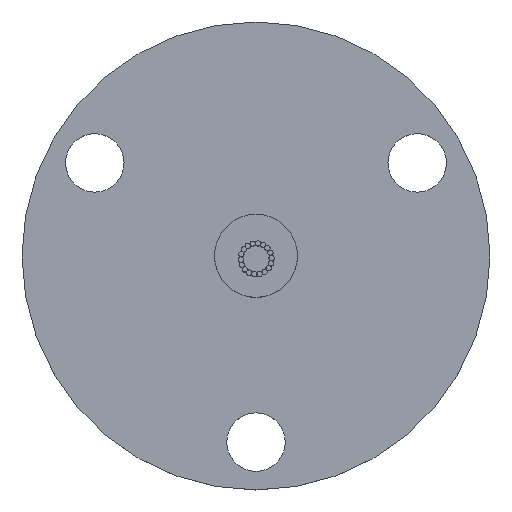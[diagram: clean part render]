
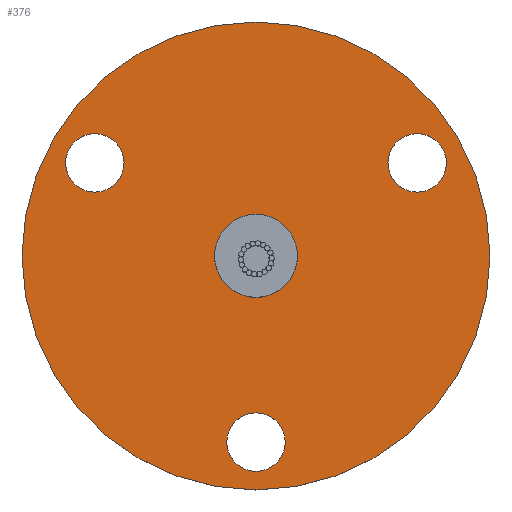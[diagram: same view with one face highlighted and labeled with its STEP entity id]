
A CAD part, top view. The second image highlights one B-rep face of the part: STEP entity #376.
In plain terms, the highlighted planar face has unit normal (0, 0, 1).
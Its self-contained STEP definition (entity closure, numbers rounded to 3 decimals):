
#2 = CARTESIAN_POINT ( 'NONE',  ( -12.405, 8.75, 2.4 ) ) ;
#6 = CARTESIAN_POINT ( 'NONE',  ( -15.155, 8.75, 2.4 ) ) ;
#9 = CARTESIAN_POINT ( 'NONE',  ( 15.155, 8.75, 2.4 ) ) ;
#10 = VERTEX_POINT ( 'NONE', #2516 ) ;
#28 = ORIENTED_EDGE ( 'NONE', *, *, #3273, .F. ) ;
#36 = DIRECTION ( 'NONE',  ( 0., 0., 1. ) ) ;
#83 = EDGE_LOOP ( 'NONE', ( #2035, #1109 ) ) ;
#215 = EDGE_CURVE ( 'NONE', #2993, #2968, #2759, .T. ) ;
#276 = DIRECTION ( 'NONE',  ( 1., 0., 0. ) ) ;
#309 = DIRECTION ( 'NONE',  ( 1., 0., 0. ) ) ;
#318 = FACE_BOUND ( 'NONE', #3304, .T. ) ;
#338 = PLANE ( 'NONE',  #2287 ) ;
#353 = ORIENTED_EDGE ( 'NONE', *, *, #677, .T. ) ;
#365 = CARTESIAN_POINT ( 'NONE',  ( 17.905, 8.75, 2.4 ) ) ;
#376 = ADVANCED_FACE ( 'NONE', ( #601, #318, #777, #1310, #1230 ), #338, .T. ) ;
#408 = CARTESIAN_POINT ( 'NONE',  ( 0., 0., 2.4 ) ) ;
#411 = DIRECTION ( 'NONE',  ( 0., 0., 1. ) ) ;
#413 = VERTEX_POINT ( 'NONE', #1102 ) ;
#453 = CARTESIAN_POINT ( 'NONE',  ( 0., 0., 2.4 ) ) ;
#487 = EDGE_CURVE ( 'NONE', #534, #10, #2494, .T. ) ;
#534 = VERTEX_POINT ( 'NONE', #2700 ) ;
#545 = ORIENTED_EDGE ( 'NONE', *, *, #3337, .F. ) ;
#554 = CARTESIAN_POINT ( 'NONE',  ( 0., 0., 2.4 ) ) ;
#561 = VERTEX_POINT ( 'NONE', #365 ) ;
#573 = DIRECTION ( 'NONE',  ( 1., 0., 0. ) ) ;
#593 = AXIS2_PLACEMENT_3D ( 'NONE', #408, #3313, #2821 ) ;
#601 = FACE_BOUND ( 'NONE', #2892, .T. ) ;
#625 = DIRECTION ( 'NONE',  ( 0., 0., 1. ) ) ;
#656 = AXIS2_PLACEMENT_3D ( 'NONE', #3111, #3364, #1507 ) ;
#664 = CARTESIAN_POINT ( 'NONE',  ( 0., -17.5, 2.4 ) ) ;
#669 = ORIENTED_EDGE ( 'NONE', *, *, #824, .F. ) ;
#677 = EDGE_CURVE ( 'NONE', #3328, #413, #2098, .T. ) ;
#690 = ORIENTED_EDGE ( 'NONE', *, *, #764, .F. ) ;
#764 = EDGE_CURVE ( 'NONE', #561, #2169, #2372, .T. ) ;
#777 = FACE_OUTER_BOUND ( 'NONE', #3102, .T. ) ;
#798 = CARTESIAN_POINT ( 'NONE',  ( 12.405, 8.75, 2.4 ) ) ;
#824 = EDGE_CURVE ( 'NONE', #10, #534, #1553, .T. ) ;
#841 = EDGE_CURVE ( 'NONE', #413, #3328, #1482, .T. ) ;
#901 = EDGE_CURVE ( 'NONE', #2968, #2993, #993, .T. ) ;
#910 = AXIS2_PLACEMENT_3D ( 'NONE', #1475, #1269, #1910 ) ;
#924 = EDGE_CURVE ( 'NONE', #1819, #3424, #1873, .T. ) ;
#946 = ORIENTED_EDGE ( 'NONE', *, *, #841, .T. ) ;
#948 = ORIENTED_EDGE ( 'NONE', *, *, #924, .F. ) ;
#978 = AXIS2_PLACEMENT_3D ( 'NONE', #664, #1193, #1460 ) ;
#993 = CIRCLE ( 'NONE', #656, 2.75 ) ;
#1088 = AXIS2_PLACEMENT_3D ( 'NONE', #3087, #1903, #309 ) ;
#1102 = CARTESIAN_POINT ( 'NONE',  ( -22., 0., 2.4 ) ) ;
#1109 = ORIENTED_EDGE ( 'NONE', *, *, #901, .F. ) ;
#1193 = DIRECTION ( 'NONE',  ( 0., 0., 1. ) ) ;
#1230 = FACE_BOUND ( 'NONE', #2864, .T. ) ;
#1269 = DIRECTION ( 'NONE',  ( 0., 0., 1. ) ) ;
#1310 = FACE_BOUND ( 'NONE', #83, .T. ) ;
#1325 = AXIS2_PLACEMENT_3D ( 'NONE', #1450, #411, #2801 ) ;
#1450 = CARTESIAN_POINT ( 'NONE',  ( 0., 0., 2.4 ) ) ;
#1460 = DIRECTION ( 'NONE',  ( 1., 0., 0. ) ) ;
#1475 = CARTESIAN_POINT ( 'NONE',  ( 0., 0., 2.4 ) ) ;
#1482 = CIRCLE ( 'NONE', #910, 22. ) ;
#1507 = DIRECTION ( 'NONE',  ( 1., 0., 0. ) ) ;
#1553 = CIRCLE ( 'NONE', #978, 2.75 ) ;
#1567 = CARTESIAN_POINT ( 'NONE',  ( 22., 0., 2.4 ) ) ;
#1689 = DIRECTION ( 'NONE',  ( 1., 0., 0. ) ) ;
#1812 = CIRCLE ( 'NONE', #2661, 3.9 ) ;
#1819 = VERTEX_POINT ( 'NONE', #3263 ) ;
#1873 = CIRCLE ( 'NONE', #593, 3.9 ) ;
#1903 = DIRECTION ( 'NONE',  ( 0., 0., 1. ) ) ;
#1910 = DIRECTION ( 'NONE',  ( 1., 0., 0. ) ) ;
#1965 = ORIENTED_EDGE ( 'NONE', *, *, #487, .F. ) ;
#2035 = ORIENTED_EDGE ( 'NONE', *, *, #215, .F. ) ;
#2078 = AXIS2_PLACEMENT_3D ( 'NONE', #3019, #36, #1689 ) ;
#2098 = CIRCLE ( 'NONE', #1325, 22. ) ;
#2102 = DIRECTION ( 'NONE',  ( 1., 0., 0. ) ) ;
#2108 = DIRECTION ( 'NONE',  ( 0., 0., 1. ) ) ;
#2169 = VERTEX_POINT ( 'NONE', #798 ) ;
#2287 = AXIS2_PLACEMENT_3D ( 'NONE', #453, #3030, #573 ) ;
#2372 = CIRCLE ( 'NONE', #1088, 2.75 ) ;
#2494 = CIRCLE ( 'NONE', #2078, 2.75 ) ;
#2516 = CARTESIAN_POINT ( 'NONE',  ( 2.75, -17.5, 2.4 ) ) ;
#2661 = AXIS2_PLACEMENT_3D ( 'NONE', #554, #2689, #2709 ) ;
#2689 = DIRECTION ( 'NONE',  ( 0., 0., 1. ) ) ;
#2700 = CARTESIAN_POINT ( 'NONE',  ( -2.75, -17.5, 2.4 ) ) ;
#2709 = DIRECTION ( 'NONE',  ( 1., 0., 0. ) ) ;
#2759 = CIRCLE ( 'NONE', #2824, 2.75 ) ;
#2801 = DIRECTION ( 'NONE',  ( 1., 0., 0. ) ) ;
#2821 = DIRECTION ( 'NONE',  ( 1., 0., 0. ) ) ;
#2824 = AXIS2_PLACEMENT_3D ( 'NONE', #6, #2108, #276 ) ;
#2864 = EDGE_LOOP ( 'NONE', ( #948, #28 ) ) ;
#2892 = EDGE_LOOP ( 'NONE', ( #545, #690 ) ) ;
#2968 = VERTEX_POINT ( 'NONE', #2 ) ;
#2984 = CIRCLE ( 'NONE', #3007, 2.75 ) ;
#2993 = VERTEX_POINT ( 'NONE', #3250 ) ;
#3007 = AXIS2_PLACEMENT_3D ( 'NONE', #9, #625, #2102 ) ;
#3019 = CARTESIAN_POINT ( 'NONE',  ( 0., -17.5, 2.4 ) ) ;
#3030 = DIRECTION ( 'NONE',  ( 0., 0., 1. ) ) ;
#3087 = CARTESIAN_POINT ( 'NONE',  ( 15.155, 8.75, 2.4 ) ) ;
#3102 = EDGE_LOOP ( 'NONE', ( #946, #353 ) ) ;
#3111 = CARTESIAN_POINT ( 'NONE',  ( -15.155, 8.75, 2.4 ) ) ;
#3250 = CARTESIAN_POINT ( 'NONE',  ( -17.905, 8.75, 2.4 ) ) ;
#3263 = CARTESIAN_POINT ( 'NONE',  ( -3.9, 0., 2.4 ) ) ;
#3273 = EDGE_CURVE ( 'NONE', #3424, #1819, #1812, .T. ) ;
#3304 = EDGE_LOOP ( 'NONE', ( #1965, #669 ) ) ;
#3313 = DIRECTION ( 'NONE',  ( 0., 0., 1. ) ) ;
#3328 = VERTEX_POINT ( 'NONE', #1567 ) ;
#3337 = EDGE_CURVE ( 'NONE', #2169, #561, #2984, .T. ) ;
#3364 = DIRECTION ( 'NONE',  ( 0., 0., 1. ) ) ;
#3399 = CARTESIAN_POINT ( 'NONE',  ( 3.9, 0., 2.4 ) ) ;
#3424 = VERTEX_POINT ( 'NONE', #3399 ) ;
